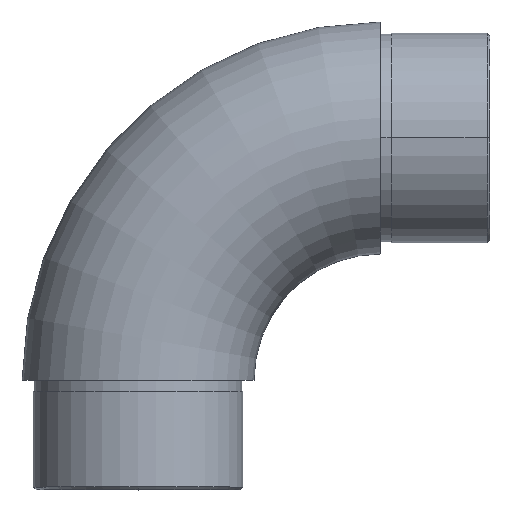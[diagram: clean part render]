
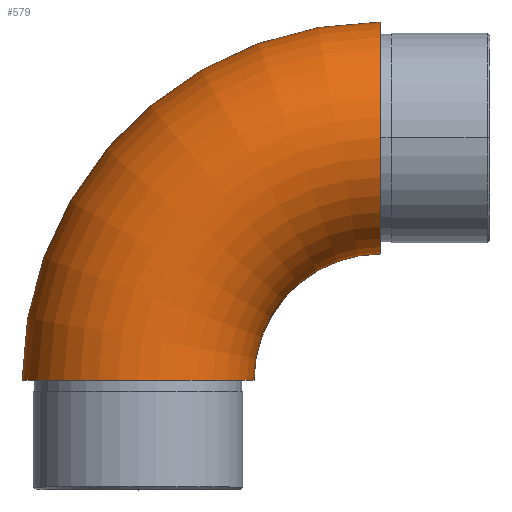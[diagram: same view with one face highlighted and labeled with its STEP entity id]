
A CAD part, top view. The second image highlights one B-rep face of the part: STEP entity #579.
In plain terms, the highlighted toroidal (fillet/blend) face has major radius 44.3 mm and minor radius 21.2 mm.
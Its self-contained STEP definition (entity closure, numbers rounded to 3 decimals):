
#9 = CARTESIAN_POINT ( 'NONE',  ( -23.1, 0., 0. ) ) ;
#59 = AXIS2_PLACEMENT_3D ( 'NONE', #561, #908, #1090 ) ;
#78 = CARTESIAN_POINT ( 'NONE',  ( 0., 0., 0. ) ) ;
#87 = EDGE_LOOP ( 'NONE', ( #1075, #925, #692, #601 ) ) ;
#153 = DIRECTION ( 'NONE',  ( 0., 0., 1. ) ) ;
#188 = EDGE_CURVE ( 'NONE', #786, #591, #344, .T. ) ;
#209 = AXIS2_PLACEMENT_3D ( 'NONE', #78, #424, #611 ) ;
#210 = AXIS2_PLACEMENT_3D ( 'NONE', #866, #776, #1099 ) ;
#222 = CARTESIAN_POINT ( 'NONE',  ( 0., 65.5, 0. ) ) ;
#255 = CARTESIAN_POINT ( 'NONE',  ( 0., 23.1, 0. ) ) ;
#265 = CARTESIAN_POINT ( 'NONE',  ( 0., 0., 0. ) ) ;
#299 = VERTEX_POINT ( 'NONE', #768 ) ;
#344 = CIRCLE ( 'NONE', #59, 21.2 ) ;
#349 = DIRECTION ( 'NONE',  ( 1., 0., 0. ) ) ;
#370 = AXIS2_PLACEMENT_3D ( 'NONE', #265, #781, #349 ) ;
#371 = TOROIDAL_SURFACE ( 'NONE', #209, 44.3, 21.2 ) ;
#424 = DIRECTION ( 'NONE',  ( 0., 0., 1. ) ) ;
#479 = DIRECTION ( 'NONE',  ( 0., 1., 0. ) ) ;
#486 = CARTESIAN_POINT ( 'NONE',  ( -44.3, 0., 0. ) ) ;
#501 = CIRCLE ( 'NONE', #800, 21.2 ) ;
#561 = CARTESIAN_POINT ( 'NONE',  ( 0., 44.3, 0. ) ) ;
#579 = ADVANCED_FACE ( 'NONE', ( #605 ), #371, .T. ) ;
#591 = VERTEX_POINT ( 'NONE', #255 ) ;
#593 = CIRCLE ( 'NONE', #210, 23.1 ) ;
#601 = ORIENTED_EDGE ( 'NONE', *, *, #840, .F. ) ;
#605 = FACE_OUTER_BOUND ( 'NONE', #87, .T. ) ;
#611 = DIRECTION ( 'NONE',  ( 1., 0., 0. ) ) ;
#692 = ORIENTED_EDGE ( 'NONE', *, *, #784, .T. ) ;
#768 = CARTESIAN_POINT ( 'NONE',  ( -65.5, 0., 0. ) ) ;
#776 = DIRECTION ( 'NONE',  ( 0., 0., 1. ) ) ;
#781 = DIRECTION ( 'NONE',  ( 0., 0., 1. ) ) ;
#784 = EDGE_CURVE ( 'NONE', #299, #863, #501, .T. ) ;
#786 = VERTEX_POINT ( 'NONE', #222 ) ;
#800 = AXIS2_PLACEMENT_3D ( 'NONE', #486, #479, #153 ) ;
#839 = EDGE_CURVE ( 'NONE', #786, #299, #851, .T. ) ;
#840 = EDGE_CURVE ( 'NONE', #591, #863, #593, .T. ) ;
#851 = CIRCLE ( 'NONE', #370, 65.5 ) ;
#863 = VERTEX_POINT ( 'NONE', #9 ) ;
#866 = CARTESIAN_POINT ( 'NONE',  ( 0., 0., 0. ) ) ;
#908 = DIRECTION ( 'NONE',  ( 1., 0., 0. ) ) ;
#925 = ORIENTED_EDGE ( 'NONE', *, *, #839, .T. ) ;
#1075 = ORIENTED_EDGE ( 'NONE', *, *, #188, .F. ) ;
#1090 = DIRECTION ( 'NONE',  ( 0., 0., 1. ) ) ;
#1099 = DIRECTION ( 'NONE',  ( 1., 0., 0. ) ) ;
